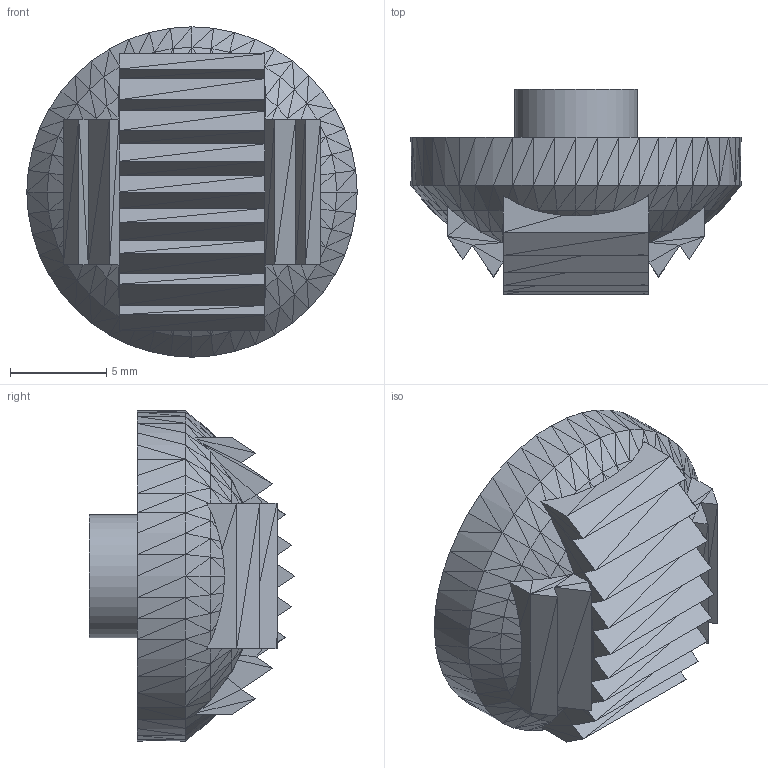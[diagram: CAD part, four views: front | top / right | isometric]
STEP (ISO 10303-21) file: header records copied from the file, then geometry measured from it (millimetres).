
FILE_DESCRIPTION(/* description */ ('STEP AP242','CAx-IF Rec.Pracs.---Representation and Presentation of Product Manufacturing Information (PMI)---4.0---2014-10-13','CAx-IF Rec.Pracs.---3D Tessellated Geometry---0.4---2014-09-14','2;1'),/* implementation_level */ '2;1');
FILE_NAME(/* name */ 'Full Assembly - Part 1',/* time_stamp */ '2025-06-24T23:24:54Z',/* author */ (''),/* organization */ (''),/* preprocessor_version */ 'ST-DEVELOPER v20',/* originating_system */ 'ONSHAPE BY PTC INC, 1.199',/* authorisation */ ' ');
FILE_SCHEMA (('AP242_MANAGED_MODEL_BASED_3D_ENGINEERING_MIM_LF { 1 0 10303 442 1 1 4 }'));
Length unit declared in the file: metre
Products named in the file (1): Part 1
Bounding box: 17.2 x 10.68 x 17.2 mm (x, y, z)
Volume: 1300.4 mm3; surface area: 972 mm2
Topology: 1 solids, 1 shells, 440 faces, 851 edges, 415 vertices
Faces by surface type: plane 438, cylinder 2
Full cylindrical faces by diameter (mm): 6.4 x1
Entity records: 10340 total; most frequent: DIRECTION 1736, CARTESIAN_POINT 1706, ORIENTED_EDGE 1700, EDGE_CURVE 850, LINE 846, VECTOR 846, AXIS2_PLACEMENT_3D 445, EDGE_LOOP 443
